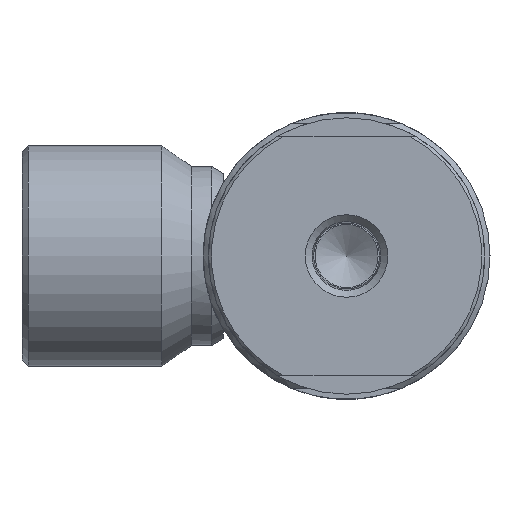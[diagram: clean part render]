
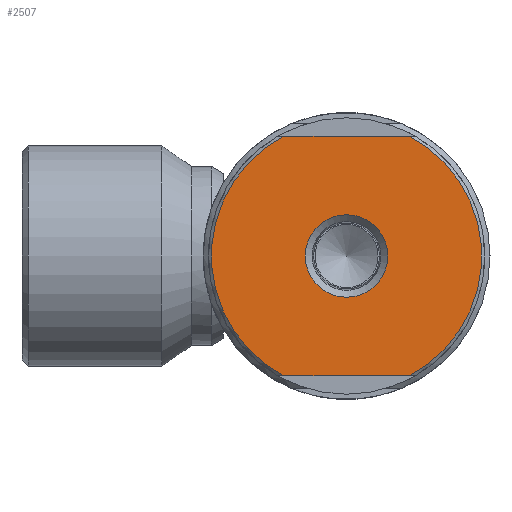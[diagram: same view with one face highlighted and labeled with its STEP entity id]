
A CAD part, left-side view. The second image highlights one B-rep face of the part: STEP entity #2507.
In plain terms, the highlighted face is planar.
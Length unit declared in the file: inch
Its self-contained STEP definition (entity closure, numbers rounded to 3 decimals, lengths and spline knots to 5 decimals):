
#111=FACE_BOUND('',#623,.T.);
#275=CIRCLE('',#2723,0.205);
#284=CIRCLE('',#2741,0.6715);
#291=CIRCLE('',#2756,0.6715);
#455=FACE_OUTER_BOUND('',#622,.T.);
#622=EDGE_LOOP('',(#2243,#2244,#2245,#2246));
#623=EDGE_LOOP('',(#2247));
#788=LINE('',#4455,#929);
#792=LINE('',#4474,#933);
#929=VECTOR('',#3335,0.62253);
#933=VECTOR('',#3345,0.62253);
#1150=VERTEX_POINT('',#4431);
#1157=VERTEX_POINT('',#4450);
#1158=VERTEX_POINT('',#4454);
#1163=VERTEX_POINT('',#4469);
#1164=VERTEX_POINT('',#4473);
#1508=EDGE_CURVE('',#1150,#1150,#275,.T.);
#1516=EDGE_CURVE('',#1158,#1157,#788,.T.);
#1523=EDGE_CURVE('',#1164,#1163,#792,.T.);
#1529=EDGE_CURVE('',#1158,#1163,#284,.T.);
#1536=EDGE_CURVE('',#1164,#1157,#291,.T.);
#2243=ORIENTED_EDGE('',*,*,#1516,.T.);
#2244=ORIENTED_EDGE('',*,*,#1536,.F.);
#2245=ORIENTED_EDGE('',*,*,#1523,.T.);
#2246=ORIENTED_EDGE('',*,*,#1529,.F.);
#2247=ORIENTED_EDGE('',*,*,#1508,.T.);
#2376=PLANE('',#2755);
#2507=ADVANCED_FACE('',(#455,#111),#2376,.T.);
#2723=AXIS2_PLACEMENT_3D('',#4432,#3313,#3314);
#2741=AXIS2_PLACEMENT_3D('',#4486,#3357,#3358);
#2755=AXIS2_PLACEMENT_3D('',#4506,#3385,#3386);
#2756=AXIS2_PLACEMENT_3D('',#4507,#3387,#3388);
#3313=DIRECTION('center_axis',(1.,0.,0.));
#3314=DIRECTION('ref_axis',(0.,-1.,0.));
#3335=DIRECTION('',(0.,-1.,0.));
#3345=DIRECTION('',(0.,1.,0.));
#3357=DIRECTION('center_axis',(1.,0.,0.));
#3358=DIRECTION('ref_axis',(0.,1.,0.));
#3385=DIRECTION('center_axis',(-1.,0.,0.));
#3386=DIRECTION('ref_axis',(0.,0.,1.));
#3387=DIRECTION('center_axis',(1.,0.,0.));
#3388=DIRECTION('ref_axis',(0.,1.,0.));
#4431=CARTESIAN_POINT('',(0.,-0.205,0.));
#4432=CARTESIAN_POINT('Origin',(0.,0.,
0.));
#4450=CARTESIAN_POINT('',(0.,-0.31127,-0.595));
#4454=CARTESIAN_POINT('',(0.,0.31127,-0.595));
#4455=CARTESIAN_POINT('',(0.,-0.03746,-0.595));
#4469=CARTESIAN_POINT('',(0.,0.31127,0.595));
#4473=CARTESIAN_POINT('',(0.,-0.31127,0.595));
#4474=CARTESIAN_POINT('',(0.,0.40101,0.595));
#4486=CARTESIAN_POINT('Origin',(0.,0.,0.));
#4506=CARTESIAN_POINT('Origin',(0.,0.33575,0.));
#4507=CARTESIAN_POINT('Origin',(0.,0.,0.));
